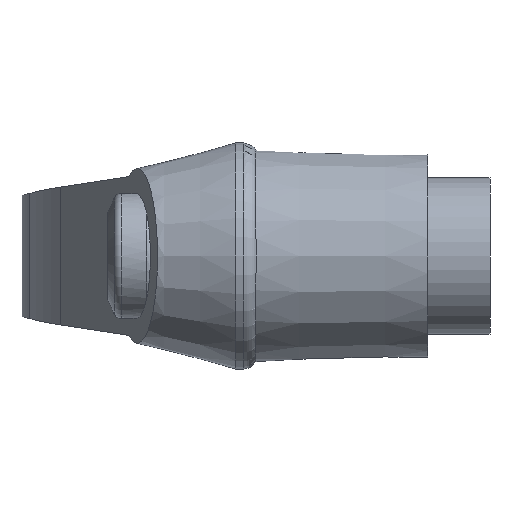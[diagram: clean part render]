
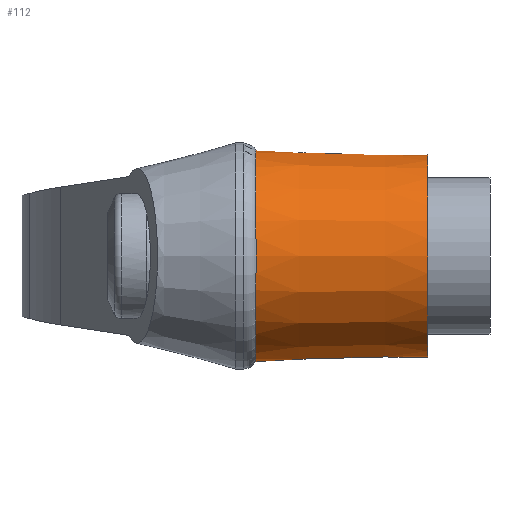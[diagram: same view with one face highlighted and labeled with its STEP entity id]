
A CAD part, left-side view. The second image highlights one B-rep face of the part: STEP entity #112.
In plain terms, the highlighted conical face has half-angle 1.5 degrees and reference radius 6.5 mm.
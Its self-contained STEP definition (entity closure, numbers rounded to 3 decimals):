
#112 = ADVANCED_FACE( '', ( #299, #300 ), #301, .T. );
#299 = FACE_OUTER_BOUND( '', #571, .T. );
#300 = FACE_BOUND( '', #572, .T. );
#301 = CONICAL_SURFACE( '', #573, 6.5, 0.026 );
#571 = EDGE_LOOP( '', ( #849, #850, #851, #852 ) );
#572 = EDGE_LOOP( '', ( #853 ) );
#573 = AXIS2_PLACEMENT_3D( '', #854, #855, #856 );
#849 = ORIENTED_EDGE( '', *, *, #1610, .F. );
#850 = ORIENTED_EDGE( '', *, *, #1611, .F. );
#851 = ORIENTED_EDGE( '', *, *, #1612, .F. );
#852 = ORIENTED_EDGE( '', *, *, #1613, .F. );
#853 = ORIENTED_EDGE( '', *, *, #1614, .T. );
#854 = CARTESIAN_POINT( '', ( 0., 4., 0. ) );
#855 = DIRECTION( '', ( 0., 1., 0. ) );
#856 = DIRECTION( '', ( -1., 0., 0. ) );
#1610 = EDGE_CURVE( '', #1920, #1921, #1922, .T. );
#1611 = EDGE_CURVE( '', #1923, #1920, #1924, .T. );
#1612 = EDGE_CURVE( '', #1925, #1923, #1926, .T. );
#1613 = EDGE_CURVE( '', #1921, #1925, #1927, .T. );
#1614 = EDGE_CURVE( '', #1928, #1928, #1929, .T. );
#1920 = VERTEX_POINT( '', #2371 );
#1921 = VERTEX_POINT( '', #2372 );
#1922 = CIRCLE( '', #2373, 6.788 );
#1923 = VERTEX_POINT( '', #2374 );
#1924 = CIRCLE( '', #2375, 6.788 );
#1925 = VERTEX_POINT( '', #2376 );
#1926 = CIRCLE( '', #2377, 6.788 );
#1927 = CIRCLE( '', #2378, 6.788 );
#1928 = VERTEX_POINT( '', #2379 );
#1929 = CIRCLE( '', #2380, 6.5 );
#2371 = CARTESIAN_POINT( '', ( 4.596, 15., -4.995 ) );
#2372 = CARTESIAN_POINT( '', ( 4.596, 15., 4.995 ) );
#2373 = AXIS2_PLACEMENT_3D( '', #3074, #3075, #3076 );
#2374 = CARTESIAN_POINT( '', ( 6.7, 15., -1.09 ) );
#2375 = AXIS2_PLACEMENT_3D( '', #3077, #3078, #3079 );
#2376 = CARTESIAN_POINT( '', ( 6.7, 15., 1.09 ) );
#2377 = AXIS2_PLACEMENT_3D( '', #3080, #3081, #3082 );
#2378 = AXIS2_PLACEMENT_3D( '', #3083, #3084, #3085 );
#2379 = CARTESIAN_POINT( '', ( -6.5, 4., 0. ) );
#2380 = AXIS2_PLACEMENT_3D( '', #3086, #3087, #3088 );
#3074 = CARTESIAN_POINT( '', ( 0., 15., 0. ) );
#3075 = DIRECTION( '', ( 0., 1., 0. ) );
#3076 = DIRECTION( '', ( -1., 0., 0. ) );
#3077 = CARTESIAN_POINT( '', ( 0., 15., 0. ) );
#3078 = DIRECTION( '', ( 0., 1., 0. ) );
#3079 = DIRECTION( '', ( -1., 0., 0. ) );
#3080 = CARTESIAN_POINT( '', ( 0., 15., 0. ) );
#3081 = DIRECTION( '', ( 0., 1., 0. ) );
#3082 = DIRECTION( '', ( -1., 0., 0. ) );
#3083 = CARTESIAN_POINT( '', ( 0., 15., 0. ) );
#3084 = DIRECTION( '', ( 0., 1., 0. ) );
#3085 = DIRECTION( '', ( -1., 0., 0. ) );
#3086 = CARTESIAN_POINT( '', ( 0., 4., 0. ) );
#3087 = DIRECTION( '', ( 0., 1., 0. ) );
#3088 = DIRECTION( '', ( -1., 0., 0. ) );
